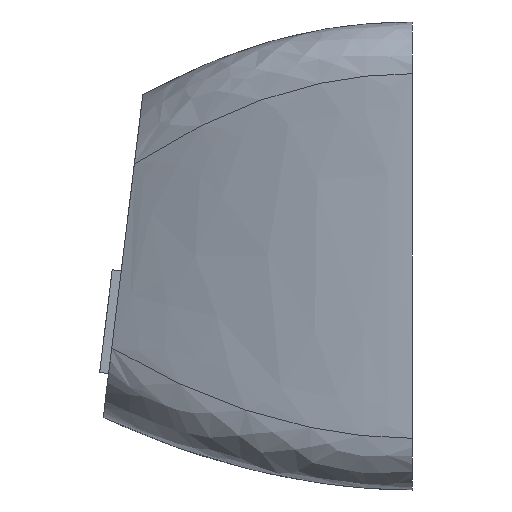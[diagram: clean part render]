
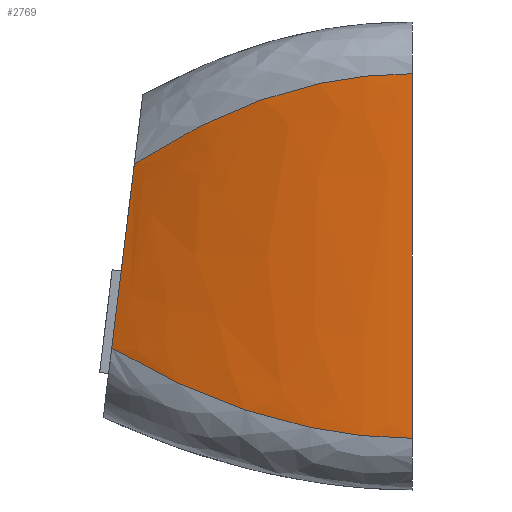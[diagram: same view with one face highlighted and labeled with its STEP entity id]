
A CAD part, left-side view. The second image highlights one B-rep face of the part: STEP entity #2769.
In plain terms, the highlighted free-form (B-spline) face has degree [3, 3] with [4, 4] control points.
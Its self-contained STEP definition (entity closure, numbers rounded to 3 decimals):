
#115=LINE('',#5116,#370);
#120=LINE('',#5137,#375);
#370=VECTOR('',#3106,10.);
#375=VECTOR('',#3123,10.);
#693=FACE_OUTER_BOUND('',#849,.T.);
#849=EDGE_LOOP('',(#2148,#2149,#2150,#2151));
#1036=B_SPLINE_CURVE_WITH_KNOTS('',3,(#5253,#5254,#5255,#5256),
 .UNSPECIFIED.,.F.,.F.,(4,4),(0.,1.),.UNSPECIFIED.);
#1037=B_SPLINE_CURVE_WITH_KNOTS('',3,(#5273,#5274,#5275,#5276),
 .UNSPECIFIED.,.F.,.F.,(4,4),(0.,1.),.UNSPECIFIED.);
#1202=VERTEX_POINT('',#5113);
#1203=VERTEX_POINT('',#5115);
#1212=VERTEX_POINT('',#5134);
#1213=VERTEX_POINT('',#5136);
#1534=EDGE_CURVE('',#1203,#1202,#115,.T.);
#1544=EDGE_CURVE('',#1212,#1213,#120,.T.);
#1552=EDGE_CURVE('',#1212,#1203,#1036,.T.);
#1553=EDGE_CURVE('',#1213,#1202,#1037,.T.);
#2148=ORIENTED_EDGE('',*,*,#1544,.F.);
#2149=ORIENTED_EDGE('',*,*,#1552,.T.);
#2150=ORIENTED_EDGE('',*,*,#1534,.T.);
#2151=ORIENTED_EDGE('',*,*,#1553,.F.);
#2669=B_SPLINE_SURFACE_WITH_KNOTS('',3,3,((#5257,#5258,#5259,#5260),(#5261,
#5262,#5263,#5264),(#5265,#5266,#5267,#5268),(#5269,#5270,#5271,#5272)),
 .UNSPECIFIED.,.F.,.F.,.F.,(4,4),(4,4),(0.,1.),(0.,1.),.UNSPECIFIED.);
#2769=ADVANCED_FACE('',(#693),#2669,.F.);
#3106=DIRECTION('',(0.,0.,1.));
#3123=DIRECTION('',(0.,-0.122,0.993));
#5113=CARTESIAN_POINT('',(0.,0.,16.1));
#5115=CARTESIAN_POINT('',(0.,0.,2.));
#5116=CARTESIAN_POINT('',(0.,0.,16.1));
#5134=CARTESIAN_POINT('',(2.7,11.625,5.494));
#5136=CARTESIAN_POINT('',(2.7,10.752,12.606));
#5137=CARTESIAN_POINT('',(2.7,10.752,12.606));
#5253=CARTESIAN_POINT('Ctrl Pts',(2.7,11.625,5.494));
#5254=CARTESIAN_POINT('Ctrl Pts',(0.9,7.75,3.165));
#5255=CARTESIAN_POINT('Ctrl Pts',(0.,3.73,
2.));
#5256=CARTESIAN_POINT('Ctrl Pts',(0.,0.,
2.));
#5257=CARTESIAN_POINT('Ctrl Pts',(2.7,11.625,5.494));
#5258=CARTESIAN_POINT('Ctrl Pts',(0.9,7.75,3.165));
#5259=CARTESIAN_POINT('Ctrl Pts',(0.,3.73,
2.));
#5260=CARTESIAN_POINT('Ctrl Pts',(0.,0.,
2.));
#5261=CARTESIAN_POINT('Ctrl Pts',(2.7,11.453,6.897));
#5262=CARTESIAN_POINT('Ctrl Pts',(0.939,7.635,4.8));
#5263=CARTESIAN_POINT('Ctrl Pts',(0.,3.73,
3.047));
#5264=CARTESIAN_POINT('Ctrl Pts',(0.,0.,
3.047));
#5265=CARTESIAN_POINT('Ctrl Pts',(2.7,10.924,11.203));
#5266=CARTESIAN_POINT('Ctrl Pts',(0.939,7.283,13.3));
#5267=CARTESIAN_POINT('Ctrl Pts',(0.,3.73,
15.053));
#5268=CARTESIAN_POINT('Ctrl Pts',(0.,0.,
15.053));
#5269=CARTESIAN_POINT('Ctrl Pts',(2.7,10.752,12.606));
#5270=CARTESIAN_POINT('Ctrl Pts',(0.9,7.168,14.935));
#5271=CARTESIAN_POINT('Ctrl Pts',(0.,3.73,
16.1));
#5272=CARTESIAN_POINT('Ctrl Pts',(0.,0.,
16.1));
#5273=CARTESIAN_POINT('Ctrl Pts',(2.7,10.752,12.606));
#5274=CARTESIAN_POINT('Ctrl Pts',(0.9,7.168,14.935));
#5275=CARTESIAN_POINT('Ctrl Pts',(0.,3.73,16.1));
#5276=CARTESIAN_POINT('Ctrl Pts',(0.,0.,16.1));
